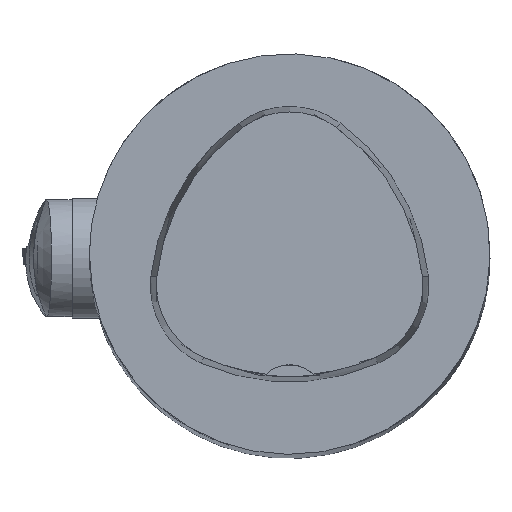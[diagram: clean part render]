
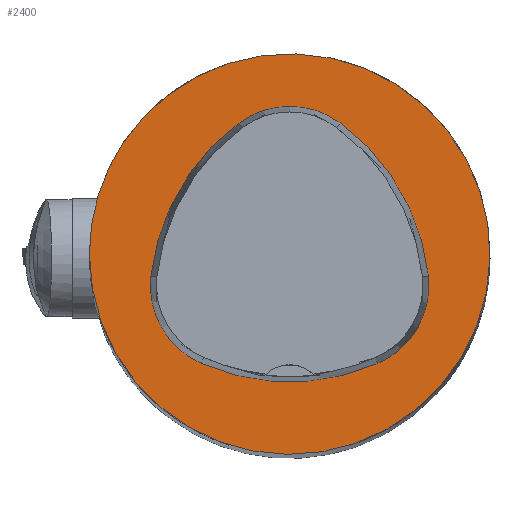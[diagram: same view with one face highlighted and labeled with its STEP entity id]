
A CAD part, top view. The second image highlights one B-rep face of the part: STEP entity #2400.
In plain terms, the highlighted planar face has unit normal (0, 0, 1).
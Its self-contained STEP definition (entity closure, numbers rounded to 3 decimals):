
#2400=ADVANCED_FACE('',(#2893,#2894),#2744,.T.);
#2744=PLANE('',#8155);
#2893=FACE_BOUND('',#3202,.T.);
#2894=FACE_BOUND('',#3203,.T.);
#3202=EDGE_LOOP('',(#4510,#4511,#4512,#4513,#4514,#4515));
#3203=EDGE_LOOP('',(#4516));
#4510=ORIENTED_EDGE('',*,*,#7196,.T.);
#4511=ORIENTED_EDGE('',*,*,#7176,.T.);
#4512=ORIENTED_EDGE('',*,*,#7180,.T.);
#4513=ORIENTED_EDGE('',*,*,#7183,.T.);
#4514=ORIENTED_EDGE('',*,*,#7186,.T.);
#4515=ORIENTED_EDGE('',*,*,#7194,.T.);
#4516=ORIENTED_EDGE('',*,*,#7141,.F.);
#6178=VERTEX_POINT('',#12497);
#6213=VERTEX_POINT('',#12648);
#6214=VERTEX_POINT('',#12649);
#6217=VERTEX_POINT('',#12657);
#6219=VERTEX_POINT('',#12663);
#6221=VERTEX_POINT('',#12669);
#6228=VERTEX_POINT('',#12690);
#7141=EDGE_CURVE('',#6178,#6178,#7599,.T.);
#7176=EDGE_CURVE('',#6213,#6214,#7602,.T.);
#7180=EDGE_CURVE('',#6214,#6217,#7604,.T.);
#7183=EDGE_CURVE('',#6217,#6219,#7606,.T.);
#7186=EDGE_CURVE('',#6219,#6221,#7608,.T.);
#7194=EDGE_CURVE('',#6221,#6228,#7612,.T.);
#7196=EDGE_CURVE('',#6228,#6213,#7614,.T.);
#7599=CIRCLE('',#8116,40.);
#7602=CIRCLE('',#8133,44.);
#7604=CIRCLE('',#8136,17.);
#7606=CIRCLE('',#8139,44.);
#7608=CIRCLE('',#8142,17.);
#7612=CIRCLE('',#8147,44.);
#7614=CIRCLE('',#8150,17.);
#8116=AXIS2_PLACEMENT_3D('',#12496,#9548,#9549);
#8133=AXIS2_PLACEMENT_3D('',#12647,#9594,#9595);
#8136=AXIS2_PLACEMENT_3D('',#12656,#9602,#9603);
#8139=AXIS2_PLACEMENT_3D('',#12662,#9609,#9610);
#8142=AXIS2_PLACEMENT_3D('',#12668,#9616,#9617);
#8147=AXIS2_PLACEMENT_3D('',#12691,#9628,#9629);
#8150=AXIS2_PLACEMENT_3D('',#12694,#9634,#9635);
#8155=AXIS2_PLACEMENT_3D('',#12699,#9644,#9645);
#9548=DIRECTION('',(0.,0.,-1.));
#9549=DIRECTION('',(-1.,0.,0.));
#9594=DIRECTION('',(0.,0.,-1.));
#9595=DIRECTION('',(-1.,0.,0.));
#9602=DIRECTION('',(0.,0.,-1.));
#9603=DIRECTION('',(-1.,0.,0.));
#9609=DIRECTION('',(0.,0.,-1.));
#9610=DIRECTION('',(-1.,0.,0.));
#9616=DIRECTION('',(0.,0.,-1.));
#9617=DIRECTION('',(-1.,0.,0.));
#9628=DIRECTION('',(0.,0.,-1.));
#9629=DIRECTION('',(-1.,0.,0.));
#9634=DIRECTION('',(0.,0.,-1.));
#9635=DIRECTION('',(-1.,0.,0.));
#9644=DIRECTION('',(0.,0.,1.));
#9645=DIRECTION('',(1.,0.,0.));
#12496=CARTESIAN_POINT('',(0.,0.,0.));
#12497=CARTESIAN_POINT('',(-40.,0.,0.));
#12647=CARTESIAN_POINT('',(16.01,-9.224,0.));
#12648=CARTESIAN_POINT('',(-27.722,-4.378,0.));
#12649=CARTESIAN_POINT('',(-10.119,26.178,0.));
#12656=CARTESIAN_POINT('',(-0.023,12.5,0.));
#12657=CARTESIAN_POINT('',(10.049,26.194,0.));
#12662=CARTESIAN_POINT('',(-16.021,-9.25,0.));
#12663=CARTESIAN_POINT('',(27.71,-4.394,0.));
#12668=CARTESIAN_POINT('',(10.814,-6.27,0.));
#12669=CARTESIAN_POINT('',(17.611,-21.852,0.));
#12690=CARTESIAN_POINT('',(-17.652,-21.819,0.));
#12691=CARTESIAN_POINT('',(0.017,18.477,0.));
#12694=CARTESIAN_POINT('',(-10.825,-6.25,0.));
#12699=CARTESIAN_POINT('',(0.,0.,0.));
